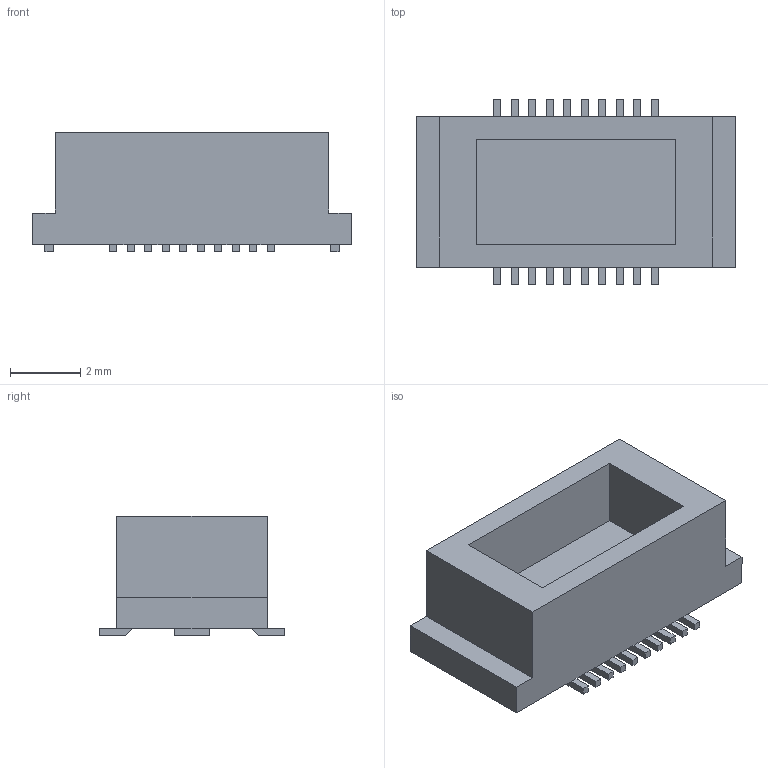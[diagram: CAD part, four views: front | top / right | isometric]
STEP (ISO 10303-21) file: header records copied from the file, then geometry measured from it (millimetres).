
FILE_DESCRIPTION (( 'STEP AP203' ), '1' );
FILE_NAME ('20P-JMDSS-G-1-TF.STEP', '2010-06-22T08:41:37', ( '' ), ( '' ), 'SwSTEP 2.0', 'SolidWorks 2005235', '' );
FILE_SCHEMA (( 'CONFIG_CONTROL_DESIGN' ));
Length unit declared in the file: millimetre
Products named in the file (1): 20P-JMDSS-G-1-TF
Bounding box: 9.1 x 5.3 x 3.4 mm (x, y, z)
Volume: 78.9 mm3; surface area: 205.8 mm2
Topology: 1 solids, 1 shells, 145 faces, 380 edges, 240 vertices
Faces by surface type: plane 145
Entity records: 4391 total; most frequent: CARTESIAN_POINT 766, ORIENTED_EDGE 760, DIRECTION 672, EDGE_CURVE 380, LINE 380, VECTOR 380, VERTEX_POINT 240, EDGE_LOOP 148
